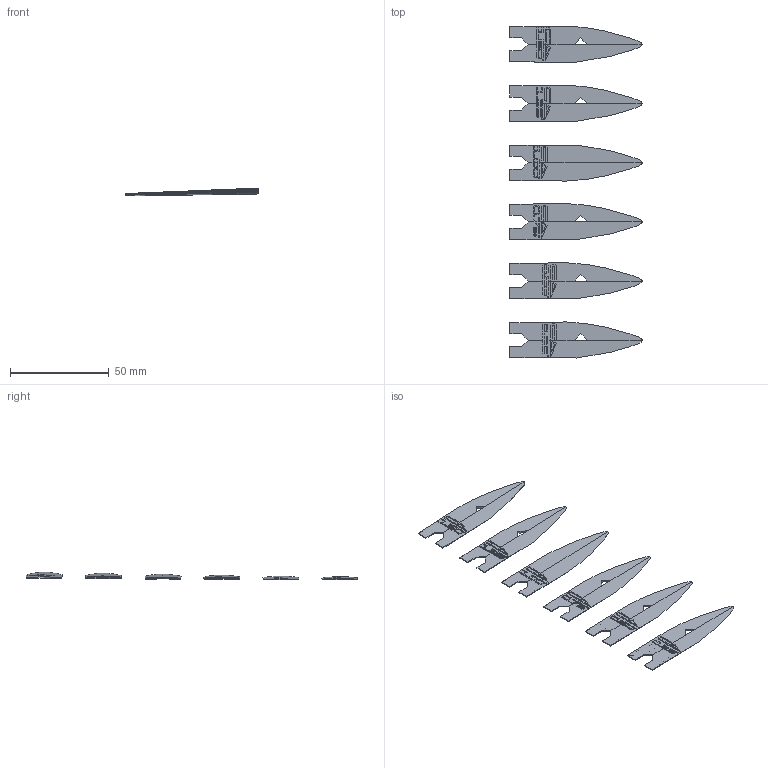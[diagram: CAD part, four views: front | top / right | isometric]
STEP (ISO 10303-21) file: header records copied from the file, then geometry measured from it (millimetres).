
FILE_DESCRIPTION(/* description */ (''),/* implementation_level */ '2;1');
FILE_NAME(/* name */ 'Tail SHims v2',/* time_stamp */ '2024-03-26T13:48:35+08:00',/* author */ (''),/* organization */ (''),/* preprocessor_version */ 'ST-DEVELOPER v16.5',/* originating_system */ 'Rhino 7.36',/* authorisation */ '');
FILE_SCHEMA (('CONFIG_CONTROL_DESIGN'));
Length unit declared in the file: millimetre
Products named in the file (1): Document
Bounding box: 67.12 x 168.27 x 3.99 mm (x, y, z)
Volume: 4590.1 mm3; surface area: 12321.8 mm2
Topology: 6 solids, 6 shells, 625 faces, 1686 edges, 1112 vertices
Faces by surface type: plane 397, bspline 228
Entity records: 25596 total; most frequent: CARTESIAN_POINT 14234, ORIENTED_EDGE 3368, EDGE_CURVE 1684, B_SPLINE_CURVE_WITH_KNOTS 1684, VERTEX_POINT 1112, EDGE_LOOP 678, ADVANCED_FACE 625, FACE_OUTER_BOUND 625
